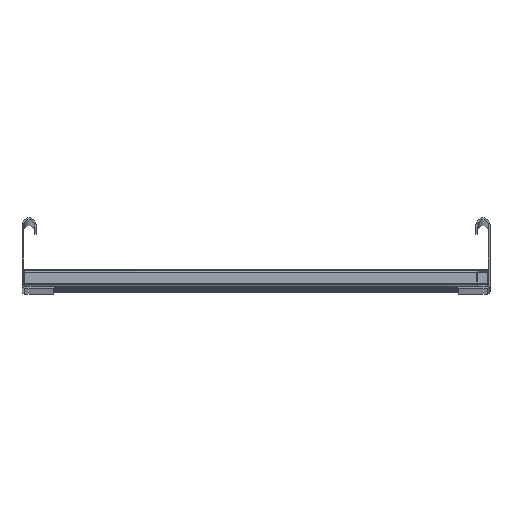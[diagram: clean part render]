
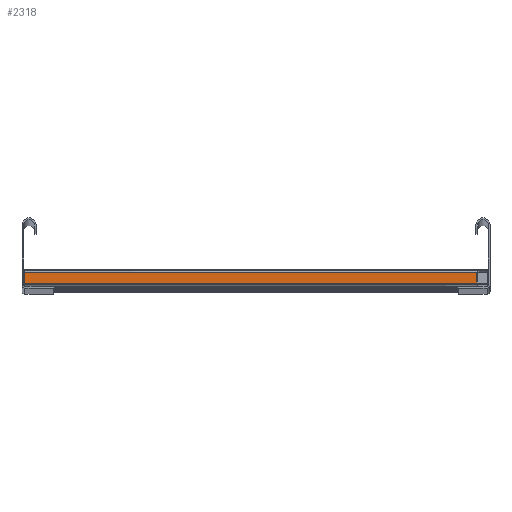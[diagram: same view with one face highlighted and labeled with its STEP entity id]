
A CAD part, top view. The second image highlights one B-rep face of the part: STEP entity #2318.
In plain terms, the highlighted face is planar.
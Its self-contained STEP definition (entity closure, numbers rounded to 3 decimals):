
#1763=DIRECTION('',(0.,0.,-1.));
#1764=VECTOR('',#1763,386.34);
#1765=CARTESIAN_POINT('',(0.,3.,386.34));
#1766=LINE('',#1765,#1764);
#1843=DIRECTION('',(0.,1.,0.));
#1844=VECTOR('',#1843,9.);
#1845=CARTESIAN_POINT('',(0.,3.,386.34));
#1846=LINE('',#1845,#1844);
#1847=DIRECTION('',(0.,-1.,0.));
#1848=VECTOR('',#1847,9.);
#1849=CARTESIAN_POINT('',(0.,12.,0.));
#1850=LINE('',#1849,#1848);
#1851=DIRECTION('',(0.,0.,1.));
#1852=VECTOR('',#1851,386.34);
#1853=CARTESIAN_POINT('',(0.,12.,0.));
#1854=LINE('',#1853,#1852);
#1889=CARTESIAN_POINT('',(0.,12.,0.));
#1890=VERTEX_POINT('',#1889);
#1891=CARTESIAN_POINT('',(0.,3.,0.));
#1892=VERTEX_POINT('',#1891);
#1926=CARTESIAN_POINT('',(0.,3.,386.34));
#1927=CARTESIAN_POINT('',(0.,12.,386.34));
#1928=VERTEX_POINT('',#1926);
#1929=VERTEX_POINT('',#1927);
#2306=CARTESIAN_POINT('',(0.,0.,-300.));
#2307=DIRECTION('',(-1.,0.,0.));
#2308=DIRECTION('',(0.,1.,0.));
#2309=AXIS2_PLACEMENT_3D('',#2306,#2307,#2308);
#2310=PLANE('',#2309);
#2312=ORIENTED_EDGE('',*,*,#2311,.T.);
#2313=ORIENTED_EDGE('',*,*,#2230,.F.);
#2314=ORIENTED_EDGE('',*,*,#2215,.T.);
#2315=ORIENTED_EDGE('',*,*,#1980,.F.);
#2316=EDGE_LOOP('',(#2312,#2313,#2314,#2315));
#2317=FACE_OUTER_BOUND('',#2316,.F.);
#2318=ADVANCED_FACE('',(#2317),#2310,.T.);
#1980=EDGE_CURVE('',#1890,#1892,#1850,.T.);
#2215=EDGE_CURVE('',#1928,#1892,#1766,.T.);
#2230=EDGE_CURVE('',#1928,#1929,#1846,.T.);
#2311=EDGE_CURVE('',#1890,#1929,#1854,.T.);
